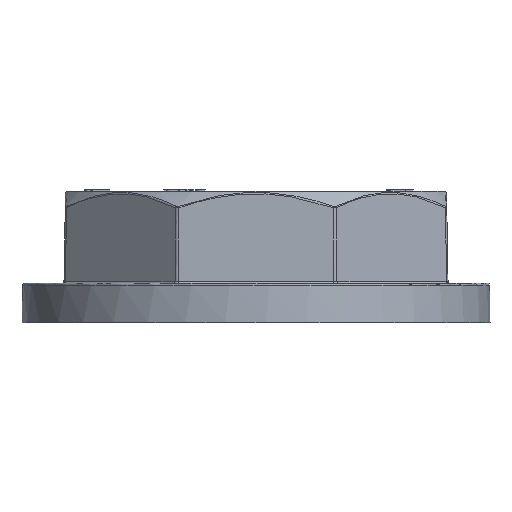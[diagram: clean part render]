
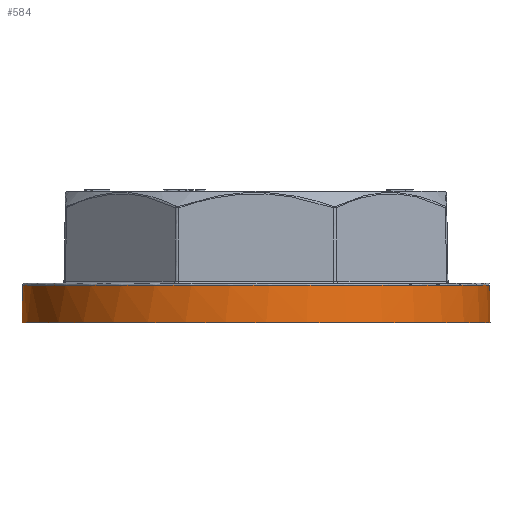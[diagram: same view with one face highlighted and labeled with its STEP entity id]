
A CAD part, front view. The second image highlights one B-rep face of the part: STEP entity #584.
In plain terms, the highlighted conical face has half-angle 1 degrees and reference radius 25 mm.
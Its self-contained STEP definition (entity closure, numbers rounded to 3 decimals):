
#399=CONICAL_SURFACE('',#4690,25.,1.);
#584=ADVANCED_FACE('',(#1672,#1673),#399,.T.);
#1672=FACE_BOUND('',#1873,.T.);
#1673=FACE_BOUND('',#1874,.T.);
#1873=EDGE_LOOP('',(#2758));
#1874=EDGE_LOOP('',(#2759));
#2758=ORIENTED_EDGE('',*,*,#4179,.T.);
#2759=ORIENTED_EDGE('',*,*,#4180,.T.);
#3636=VERTEX_POINT('',#7780);
#3637=VERTEX_POINT('',#7782);
#4179=EDGE_CURVE('',#3636,#3636,#4466,.T.);
#4180=EDGE_CURVE('',#3637,#3637,#4467,.T.);
#4466=CIRCLE('',#4688,24.93);
#4467=CIRCLE('',#4689,25.);
#4688=AXIS2_PLACEMENT_3D('',#7779,#5364,#5365);
#4689=AXIS2_PLACEMENT_3D('',#7781,#5366,#5367);
#4690=AXIS2_PLACEMENT_3D('',#7783,#5368,#5369);
#5364=DIRECTION('',(0.,0.,-1.));
#5365=DIRECTION('',(0.,1.,0.));
#5366=DIRECTION('',(0.,0.,1.));
#5367=DIRECTION('',(0.383,-0.924,0.));
#5368=DIRECTION('',(0.,0.,-1.));
#5369=DIRECTION('',(0.383,-0.924,0.));
#7779=CARTESIAN_POINT('',(39.163,39.163,4.003));
#7780=CARTESIAN_POINT('',(39.163,64.093,4.003));
#7781=CARTESIAN_POINT('',(39.163,39.163,0.));
#7782=CARTESIAN_POINT('',(48.73,16.066,0.));
#7783=CARTESIAN_POINT('',(39.163,39.163,0.));
